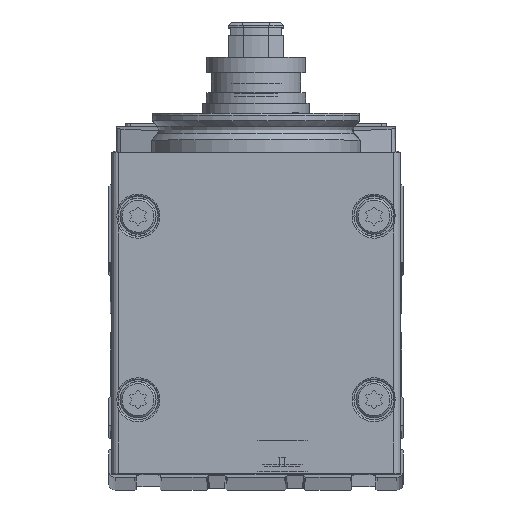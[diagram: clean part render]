
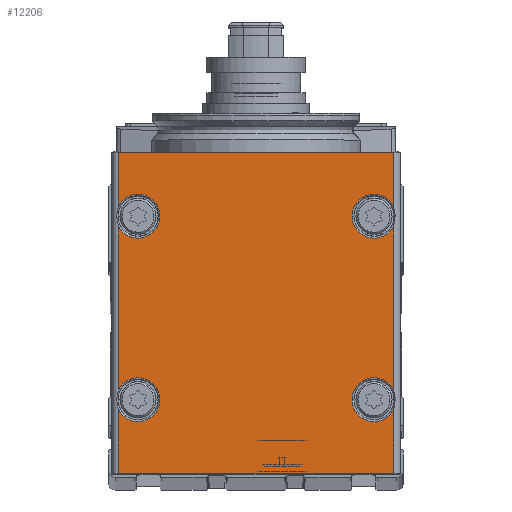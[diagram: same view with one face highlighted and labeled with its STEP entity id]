
A CAD part, top view. The second image highlights one B-rep face of the part: STEP entity #12206.
In plain terms, the highlighted planar face has unit normal (0, 0, 1).
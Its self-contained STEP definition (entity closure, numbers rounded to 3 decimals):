
#595=LINE('',#20255,#1650);
#597=LINE('',#20263,#1652);
#598=LINE('',#20271,#1653);
#599=LINE('',#20280,#1654);
#600=LINE('',#20288,#1655);
#602=LINE('',#20296,#1657);
#608=LINE('',#20336,#1663);
#696=LINE('',#20590,#1751);
#1650=VECTOR('',#16245,1000.);
#1652=VECTOR('',#16251,1000.);
#1653=VECTOR('',#16252,1000.);
#1654=VECTOR('',#16255,1000.);
#1655=VECTOR('',#16256,1000.);
#1657=VECTOR('',#16262,1000.);
#1663=VECTOR('',#16294,1000.);
#1751=VECTOR('',#16518,1000.);
#3086=ORIENTED_EDGE('',*,*,#6663,.T.);
#3087=ORIENTED_EDGE('',*,*,#6510,.F.);
#3088=ORIENTED_EDGE('',*,*,#6664,.T.);
#3089=ORIENTED_EDGE('',*,*,#6508,.F.);
#3090=ORIENTED_EDGE('',*,*,#6535,.F.);
#3091=ORIENTED_EDGE('',*,*,#6514,.T.);
#3092=ORIENTED_EDGE('',*,*,#6665,.T.);
#3093=ORIENTED_EDGE('',*,*,#6512,.T.);
#3094=ORIENTED_EDGE('',*,*,#6666,.T.);
#3095=ORIENTED_EDGE('',*,*,#6518,.T.);
#3096=ORIENTED_EDGE('',*,*,#6667,.T.);
#3097=ORIENTED_EDGE('',*,*,#6504,.F.);
#6504=EDGE_CURVE('',#8301,#8303,#595,.T.);
#6508=EDGE_CURVE('',#8306,#8307,#597,.T.);
#6510=EDGE_CURVE('',#8308,#8302,#598,.T.);
#6512=EDGE_CURVE('',#8311,#8309,#599,.T.);
#6514=EDGE_CURVE('',#8313,#8312,#600,.T.);
#6518=EDGE_CURVE('',#8310,#8316,#602,.T.);
#6535=EDGE_CURVE('',#8313,#8306,#608,.T.);
#6663=EDGE_CURVE('',#8301,#8302,#9494,.T.);
#6664=EDGE_CURVE('',#8308,#8307,#9495,.T.);
#6665=EDGE_CURVE('',#8312,#8311,#9496,.T.);
#6666=EDGE_CURVE('',#8309,#8310,#9497,.T.);
#6667=EDGE_CURVE('',#8316,#8303,#696,.T.);
#8301=VERTEX_POINT('',#20253);
#8302=VERTEX_POINT('',#20254);
#8303=VERTEX_POINT('',#20256);
#8306=VERTEX_POINT('',#20262);
#8307=VERTEX_POINT('',#20264);
#8308=VERTEX_POINT('',#20270);
#8309=VERTEX_POINT('',#20278);
#8310=VERTEX_POINT('',#20279);
#8311=VERTEX_POINT('',#20281);
#8312=VERTEX_POINT('',#20287);
#8313=VERTEX_POINT('',#20289);
#8316=VERTEX_POINT('',#20295);
#9494=CIRCLE('',#14572,3.35);
#9495=CIRCLE('',#14573,3.35);
#9496=CIRCLE('',#14574,3.35);
#9497=CIRCLE('',#14575,3.35);
#10038=EDGE_LOOP('',(#3086,#3087,#3088,#3089,#3090,#3091,#3092,#3093,#3094,
#3095,#3096,#3097));
#10952=FACE_BOUND('',#10038,.T.);
#11839=PLANE('',#14571);
#12206=ADVANCED_FACE('',(#10952),#11839,.F.);
#14571=AXIS2_PLACEMENT_3D('',#20585,#16508,#16509);
#14572=AXIS2_PLACEMENT_3D('',#20586,#16510,#16511);
#14573=AXIS2_PLACEMENT_3D('',#20587,#16512,#16513);
#14574=AXIS2_PLACEMENT_3D('',#20588,#16514,#16515);
#14575=AXIS2_PLACEMENT_3D('',#20589,#16516,#16517);
#16245=DIRECTION('',(0.,-1.,0.));
#16251=DIRECTION('',(0.,-1.,0.));
#16252=DIRECTION('',(0.,-1.,0.));
#16255=DIRECTION('',(0.,-1.,0.));
#16256=DIRECTION('',(0.,-1.,0.));
#16262=DIRECTION('',(0.,-1.,0.));
#16294=DIRECTION('',(1.,0.,0.));
#16508=DIRECTION('',(0.,0.,-1.));
#16509=DIRECTION('',(-1.,0.,0.));
#16510=DIRECTION('',(0.,0.,-1.));
#16511=DIRECTION('',(-1.,0.,0.));
#16512=DIRECTION('',(0.,0.,-1.));
#16513=DIRECTION('',(-1.,0.,0.));
#16514=DIRECTION('',(0.,0.,-1.));
#16515=DIRECTION('',(-1.,0.,0.));
#16516=DIRECTION('',(0.,0.,-1.));
#16517=DIRECTION('',(-1.,0.,0.));
#16518=DIRECTION('',(1.,0.,0.));
#20253=CARTESIAN_POINT('',(21.,9.759,52.));
#20254=CARTESIAN_POINT('',(21.,12.741,52.));
#20255=CARTESIAN_POINT('',(21.,49.,52.));
#20256=CARTESIAN_POINT('',(21.,0.,52.));
#20262=CARTESIAN_POINT('',(21.,49.,52.));
#20263=CARTESIAN_POINT('',(21.,49.,52.));
#20264=CARTESIAN_POINT('',(21.,40.741,52.));
#20270=CARTESIAN_POINT('',(21.,37.759,52.));
#20271=CARTESIAN_POINT('',(21.,49.,52.));
#20278=CARTESIAN_POINT('',(-21.,12.741,52.));
#20279=CARTESIAN_POINT('',(-21.,9.759,52.));
#20280=CARTESIAN_POINT('',(-21.,49.,52.));
#20281=CARTESIAN_POINT('',(-21.,37.759,52.));
#20287=CARTESIAN_POINT('',(-21.,40.741,52.));
#20288=CARTESIAN_POINT('',(-21.,49.,52.));
#20289=CARTESIAN_POINT('',(-21.,49.,52.));
#20295=CARTESIAN_POINT('',(-21.,0.,52.));
#20296=CARTESIAN_POINT('',(-21.,49.,52.));
#20336=CARTESIAN_POINT('',(-21.,49.,52.));
#20585=CARTESIAN_POINT('',(-21.,49.,52.));
#20586=CARTESIAN_POINT('',(18.,11.25,52.));
#20587=CARTESIAN_POINT('',(18.,39.25,52.));
#20588=CARTESIAN_POINT('',(-18.,39.25,52.));
#20589=CARTESIAN_POINT('',(-18.,11.25,52.));
#20590=CARTESIAN_POINT('',(-21.,0.,52.));
